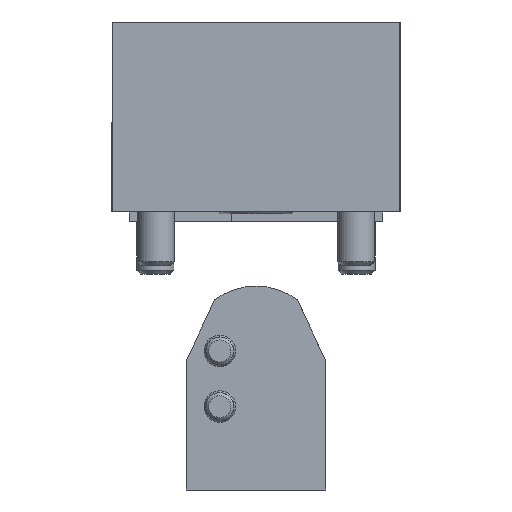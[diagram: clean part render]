
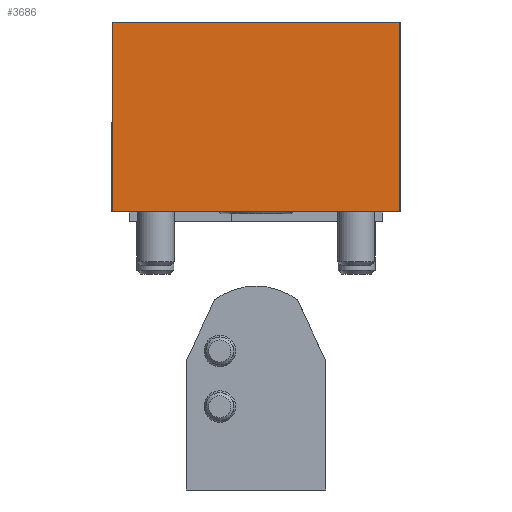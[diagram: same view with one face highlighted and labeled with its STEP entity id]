
A CAD part, front view. The second image highlights one B-rep face of the part: STEP entity #3686.
In plain terms, the highlighted planar face has unit normal (0, -1, 0).
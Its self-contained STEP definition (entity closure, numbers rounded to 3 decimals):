
#530=ORIENTED_EDGE('',*,*,#1338,.F.);
#531=ORIENTED_EDGE('',*,*,#1292,.F.);
#532=ORIENTED_EDGE('',*,*,#1323,.T.);
#533=ORIENTED_EDGE('',*,*,#1349,.T.);
#1292=EDGE_CURVE('',#1715,#1713,#2028,.T.);
#1323=EDGE_CURVE('',#1715,#1744,#2051,.T.);
#1338=EDGE_CURVE('',#1713,#1759,#2056,.T.);
#1349=EDGE_CURVE('',#1744,#1759,#2066,.T.);
#1713=VERTEX_POINT('',#5168);
#1715=VERTEX_POINT('',#5172);
#1744=VERTEX_POINT('',#5234);
#1759=VERTEX_POINT('',#5266);
#2028=LINE('',#5173,#2228);
#2051=LINE('',#5235,#2251);
#2056=LINE('',#5265,#2256);
#2066=LINE('',#5286,#2266);
#2228=VECTOR('',#4267,1000.);
#2251=VECTOR('',#4310,1000.);
#2256=VECTOR('',#4337,1000.);
#2266=VECTOR('',#4351,1000.);
#2453=EDGE_LOOP('',(#530,#531,#532,#533));
#2767=FACE_BOUND('',#2453,.T.);
#3069=PLANE('',#3945);
#3686=ADVANCED_FACE('',(#2767),#3069,.T.);
#3945=AXIS2_PLACEMENT_3D('',#5320,#4385,#4386);
#4267=DIRECTION('',(0.,0.,1.));
#4310=DIRECTION('',(1.,0.,0.));
#4337=DIRECTION('',(1.,0.,0.));
#4351=DIRECTION('',(0.,0.,1.));
#4385=DIRECTION('',(0.,-1.,0.));
#4386=DIRECTION('',(0.,0.,-1.));
#5168=CARTESIAN_POINT('',(-15.5,0.,0.));
#5172=CARTESIAN_POINT('',(-15.5,0.,-20.5));
#5173=CARTESIAN_POINT('',(-15.5,0.,-20.5));
#5234=CARTESIAN_POINT('',(15.5,0.,-20.5));
#5235=CARTESIAN_POINT('',(-15.5,0.,-20.5));
#5265=CARTESIAN_POINT('',(-15.5,0.,0.));
#5266=CARTESIAN_POINT('',(15.5,0.,0.));
#5286=CARTESIAN_POINT('',(15.5,0.,-20.5));
#5320=CARTESIAN_POINT('',(-15.5,0.,-20.5));
